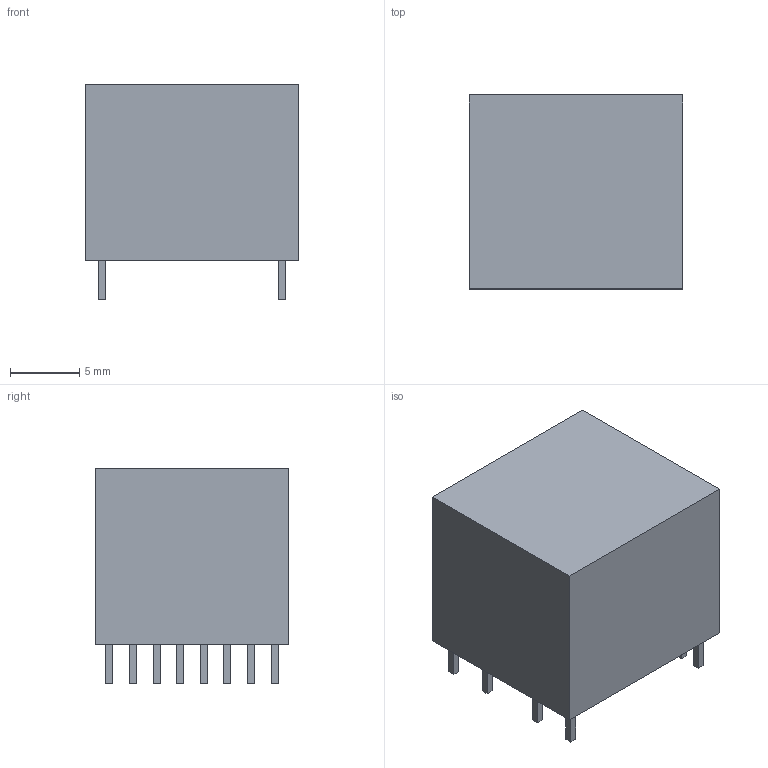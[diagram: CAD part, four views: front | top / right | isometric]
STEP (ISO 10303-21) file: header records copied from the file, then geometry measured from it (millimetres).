
FILE_DESCRIPTION (( 'STEP AP203' ), '1' );
FILE_NAME ('ep13_4862.STEP', '2021-06-22T18:12:36', ( '' ), ( '' ), 'SwSTEP 2.0', 'SolidWorks 2017', '' );
FILE_SCHEMA (( 'CONFIG_CONTROL_DESIGN' ));
Length unit declared in the file: inch
Products named in the file (6): 070-4862_coil; ep13_4862; 440-9988-2363; 150-2363_6A; 070-4862_INTF; 070-4862_6A
Assembly tree (6 placements, depth 2):
  ep13_4862
    070-4862_INTF
    070-4862_6A
    070-4862_coil
    150-2363_6A  x2
    440-9988-2363
Bounding box: 15.37 x 13.97 x 15.5 mm (x, y, z)
Surface area: 4472.6 mm2
Topology: 6 solids, 6 shells, 592 faces, 1415 edges, 770 vertices
Faces by surface type: cylinder 214, plane 185, bspline 100, sphere 62, torus 31
Entity records: 18432 total; most frequent: CARTESIAN_POINT 5632, ORIENTED_EDGE 2600, DIRECTION 2495, EDGE_CURVE 1300, AXIS2_PLACEMENT_3D 931, VERTEX_POINT 744, LINE 633, VECTOR 633
